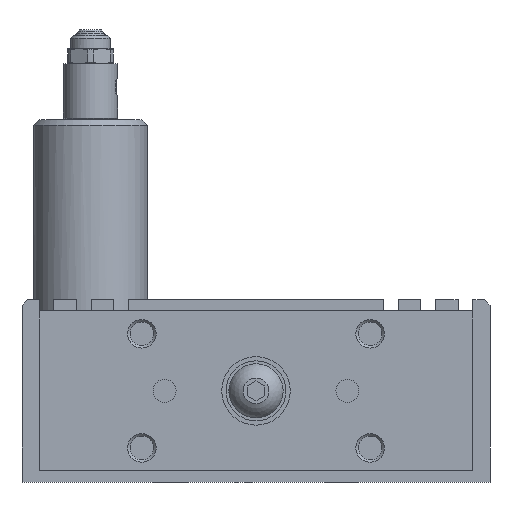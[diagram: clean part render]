
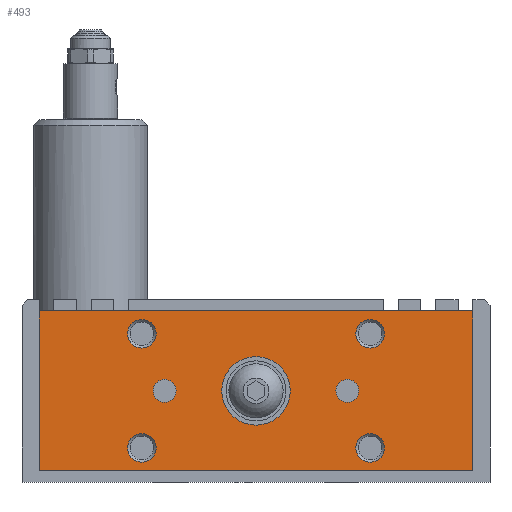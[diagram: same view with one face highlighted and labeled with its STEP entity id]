
A CAD part, left-side view. The second image highlights one B-rep face of the part: STEP entity #493.
In plain terms, the highlighted planar face has unit normal (-1, 0, 0).
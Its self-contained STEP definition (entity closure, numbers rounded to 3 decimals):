
#493 = ADVANCED_FACE( '', ( #1218, #1219, #1220, #1221, #1222, #1223, #1224, #1225 ), #1226, .F. );
#1218 = FACE_BOUND( '', #2210, .T. );
#1219 = FACE_BOUND( '', #2211, .T. );
#1220 = FACE_BOUND( '', #2212, .T. );
#1221 = FACE_BOUND( '', #2213, .T. );
#1222 = FACE_BOUND( '', #2214, .T. );
#1223 = FACE_BOUND( '', #2215, .T. );
#1224 = FACE_BOUND( '', #2216, .T. );
#1225 = FACE_OUTER_BOUND( '', #2217, .T. );
#1226 = PLANE( '', #2218 );
#2210 = EDGE_LOOP( '', ( #3591 ) );
#2211 = EDGE_LOOP( '', ( #3592 ) );
#2212 = EDGE_LOOP( '', ( #3593 ) );
#2213 = EDGE_LOOP( '', ( #3594 ) );
#2214 = EDGE_LOOP( '', ( #3595 ) );
#2215 = EDGE_LOOP( '', ( #3596 ) );
#2216 = EDGE_LOOP( '', ( #3597 ) );
#2217 = EDGE_LOOP( '', ( #3598, #3599, #3600, #3601 ) );
#2218 = AXIS2_PLACEMENT_3D( '', #3602, #3603, #3604 );
#3591 = ORIENTED_EDGE( '', *, *, #5335, .F. );
#3592 = ORIENTED_EDGE( '', *, *, #5336, .T. );
#3593 = ORIENTED_EDGE( '', *, *, #5337, .T. );
#3594 = ORIENTED_EDGE( '', *, *, #5134, .F. );
#3595 = ORIENTED_EDGE( '', *, *, #5100, .F. );
#3596 = ORIENTED_EDGE( '', *, *, #5234, .T. );
#3597 = ORIENTED_EDGE( '', *, *, #4942, .T. );
#3598 = ORIENTED_EDGE( '', *, *, #5338, .F. );
#3599 = ORIENTED_EDGE( '', *, *, #5339, .F. );
#3600 = ORIENTED_EDGE( '', *, *, #5340, .F. );
#3601 = ORIENTED_EDGE( '', *, *, #5341, .F. );
#3602 = CARTESIAN_POINT( '', ( -61., 38., 30. ) );
#3603 = DIRECTION( '', ( 1., 0., 0. ) );
#3604 = DIRECTION( '', ( 0., 0., 1. ) );
#4942 = EDGE_CURVE( '', #5728, #5728, #5729, .T. );
#5100 = EDGE_CURVE( '', #6003, #6003, #6004, .T. );
#5134 = EDGE_CURVE( '', #6056, #6056, #6057, .T. );
#5234 = EDGE_CURVE( '', #6220, #6220, #6221, .T. );
#5335 = EDGE_CURVE( '', #6385, #6385, #6386, .T. );
#5336 = EDGE_CURVE( '', #6387, #6387, #6388, .T. );
#5337 = EDGE_CURVE( '', #6389, #6389, #6390, .T. );
#5338 = EDGE_CURVE( '', #6391, #6392, #6393, .T. );
#5339 = EDGE_CURVE( '', #6394, #6391, #6395, .T. );
#5340 = EDGE_CURVE( '', #6396, #6394, #6397, .T. );
#5341 = EDGE_CURVE( '', #6392, #6396, #6398, .T. );
#5728 = VERTEX_POINT( '', #6888 );
#5729 = CIRCLE( '', #6889, 6. );
#6003 = VERTEX_POINT( '', #7447 );
#6004 = CIRCLE( '', #7448, 2.5 );
#6056 = VERTEX_POINT( '', #7514 );
#6057 = CIRCLE( '', #7515, 2.5 );
#6220 = VERTEX_POINT( '', #7776 );
#6221 = CIRCLE( '', #7777, 2.5 );
#6385 = VERTEX_POINT( '', #7986 );
#6386 = CIRCLE( '', #7987, 2.01 );
#6387 = VERTEX_POINT( '', #7988 );
#6388 = CIRCLE( '', #7989, 2.01 );
#6389 = VERTEX_POINT( '', #7990 );
#6390 = CIRCLE( '', #7991, 2.5 );
#6391 = VERTEX_POINT( '', #7992 );
#6392 = VERTEX_POINT( '', #7993 );
#6393 = LINE( '', #7994, #7995 );
#6394 = VERTEX_POINT( '', #7996 );
#6395 = LINE( '', #7997, #7998 );
#6396 = VERTEX_POINT( '', #7999 );
#6397 = LINE( '', #8000, #8001 );
#6398 = LINE( '', #8002, #8003 );
#6888 = CARTESIAN_POINT( '', ( -61., 6., 16. ) );
#6889 = AXIS2_PLACEMENT_3D( '', #8770, #8771, #8772 );
#7447 = CARTESIAN_POINT( '', ( -61., 17.5, 26. ) );
#7448 = AXIS2_PLACEMENT_3D( '', #8967, #8968, #8969 );
#7514 = CARTESIAN_POINT( '', ( -61., -17.5, 6. ) );
#7515 = AXIS2_PLACEMENT_3D( '', #9011, #9012, #9013 );
#7776 = CARTESIAN_POINT( '', ( -61., -17.5, 26. ) );
#7777 = AXIS2_PLACEMENT_3D( '', #9142, #9143, #9144 );
#7986 = CARTESIAN_POINT( '', ( -61., 13.99, 16. ) );
#7987 = AXIS2_PLACEMENT_3D( '', #9286, #9287, #9288 );
#7988 = CARTESIAN_POINT( '', ( -61., -13.99, 16. ) );
#7989 = AXIS2_PLACEMENT_3D( '', #9289, #9290, #9291 );
#7990 = CARTESIAN_POINT( '', ( -61., 17.5, 6. ) );
#7991 = AXIS2_PLACEMENT_3D( '', #9292, #9293, #9294 );
#7992 = CARTESIAN_POINT( '', ( -61., 38., 2. ) );
#7993 = CARTESIAN_POINT( '', ( -61., 38., 30. ) );
#7994 = CARTESIAN_POINT( '', ( -61., 38., 2. ) );
#7995 = VECTOR( '', #9295, 1000. );
#7996 = CARTESIAN_POINT( '', ( -61., -38., 2. ) );
#7997 = CARTESIAN_POINT( '', ( -61., -38., 2. ) );
#7998 = VECTOR( '', #9296, 1000. );
#7999 = CARTESIAN_POINT( '', ( -61., -38., 30. ) );
#8000 = CARTESIAN_POINT( '', ( -61., -38., 30. ) );
#8001 = VECTOR( '', #9297, 1000. );
#8002 = CARTESIAN_POINT( '', ( -61., 38., 30. ) );
#8003 = VECTOR( '', #9298, 1000. );
#8770 = CARTESIAN_POINT( '', ( -61., 0., 16. ) );
#8771 = DIRECTION( '', ( 1., 0., 0. ) );
#8772 = DIRECTION( '', ( 0., 1., 0. ) );
#8967 = CARTESIAN_POINT( '', ( -61., 20., 26. ) );
#8968 = DIRECTION( '', ( -1., 0., 0. ) );
#8969 = DIRECTION( '', ( 0., -1., 0. ) );
#9011 = CARTESIAN_POINT( '', ( -61., -20., 6. ) );
#9012 = DIRECTION( '', ( -1., 0., 0. ) );
#9013 = DIRECTION( '', ( 0., 1., 0. ) );
#9142 = CARTESIAN_POINT( '', ( -61., -20., 26. ) );
#9143 = DIRECTION( '', ( 1., 0., 0. ) );
#9144 = DIRECTION( '', ( 0., 1., 0. ) );
#9286 = CARTESIAN_POINT( '', ( -61., 16., 16. ) );
#9287 = DIRECTION( '', ( -1., 0., 0. ) );
#9288 = DIRECTION( '', ( 0., -1., 0. ) );
#9289 = CARTESIAN_POINT( '', ( -61., -16., 16. ) );
#9290 = DIRECTION( '', ( 1., 0., 0. ) );
#9291 = DIRECTION( '', ( 0., 1., 0. ) );
#9292 = CARTESIAN_POINT( '', ( -61., 20., 6. ) );
#9293 = DIRECTION( '', ( 1., 0., 0. ) );
#9294 = DIRECTION( '', ( 0., -1., 0. ) );
#9295 = DIRECTION( '', ( 0., 0., 1. ) );
#9296 = DIRECTION( '', ( 0., 1., 0. ) );
#9297 = DIRECTION( '', ( 0., 0., -1. ) );
#9298 = DIRECTION( '', ( 0., -1., 0. ) );
